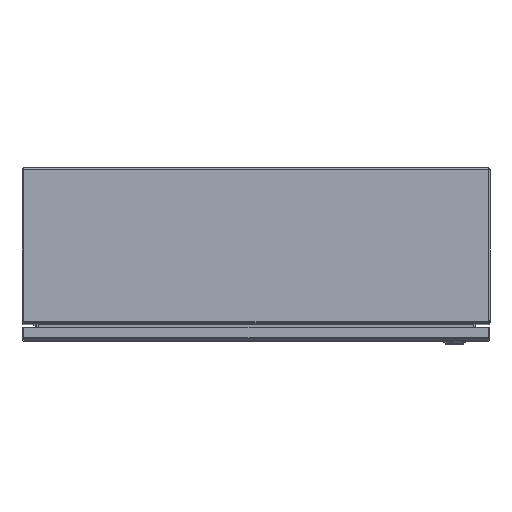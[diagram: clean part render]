
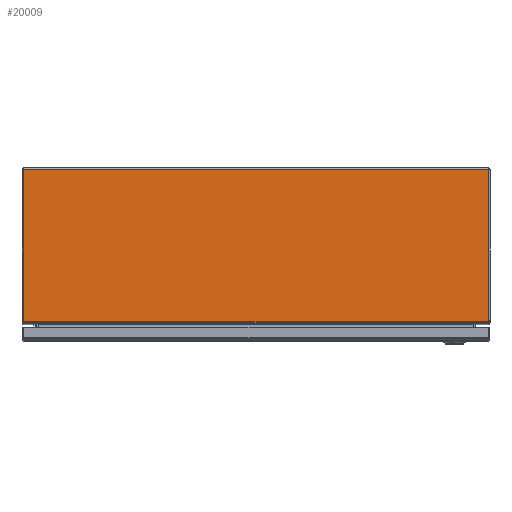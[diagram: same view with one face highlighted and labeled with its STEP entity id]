
A CAD part, top view. The second image highlights one B-rep face of the part: STEP entity #20009.
In plain terms, the highlighted planar face has unit normal (0, 0, 1).
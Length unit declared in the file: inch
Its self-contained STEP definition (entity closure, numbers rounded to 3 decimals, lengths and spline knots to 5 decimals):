
#2055 = CARTESIAN_POINT ( 'NONE',  ( -11.892, -0.108, 18. ) ) ;
#2298 = EDGE_CURVE ( 'NONE', #12157, #19902, #6969, .T. ) ;
#2575 = DIRECTION ( 'NONE',  ( 0., 1., 0. ) ) ;
#2933 = LINE ( 'NONE', #27041, #8552 ) ;
#3428 = AXIS2_PLACEMENT_3D ( 'NONE', #29536, #12435, #2575 ) ;
#5133 = CARTESIAN_POINT ( 'NONE',  ( -11.92789, -0.072, 18. ) ) ;
#5191 = EDGE_CURVE ( 'NONE', #25154, #5511, #2933, .T. ) ;
#5511 = VERTEX_POINT ( 'NONE', #12451 ) ;
#6811 = EDGE_LOOP ( 'NONE', ( #25080, #12539, #14230, #21727, #29010, #19552 ) ) ;
#6969 = LINE ( 'NONE', #2055, #18062 ) ;
#7778 = DIRECTION ( 'NONE',  ( 0., 0., -1. ) ) ;
#7823 = LINE ( 'NONE', #5133, #24166 ) ;
#8552 = VECTOR ( 'NONE', #26873, 39.37008 ) ;
#8600 = EDGE_CURVE ( 'NONE', #30298, #25154, #10679, .T. ) ;
#10526 = DIRECTION ( 'NONE',  ( 0., 1., 0. ) ) ;
#10679 = CIRCLE ( 'NONE', #23944, 0.25 ) ;
#10946 = CARTESIAN_POINT ( 'NONE',  ( 11.92789, -7.82264, 18. ) ) ;
#11065 = CARTESIAN_POINT ( 'NONE',  ( -11.92789, -0.108, 18. ) ) ;
#12040 = CARTESIAN_POINT ( 'NONE',  ( -11.92789, -7.82264, 18. ) ) ;
#12157 = VERTEX_POINT ( 'NONE', #11065 ) ;
#12435 = DIRECTION ( 'NONE',  ( 0., 0., -1. ) ) ;
#12451 = CARTESIAN_POINT ( 'NONE',  ( -11.91807, -7.892, 18. ) ) ;
#12539 = ORIENTED_EDGE ( 'NONE', *, *, #5191, .F. ) ;
#12600 = CIRCLE ( 'NONE', #14120, 0.25 ) ;
#12829 = DIRECTION ( 'NONE',  ( 0., -1., 0. ) ) ;
#13888 = CARTESIAN_POINT ( 'NONE',  ( 11.91807, -7.892, 18. ) ) ;
#14075 = DIRECTION ( 'NONE',  ( 0., 1., 0. ) ) ;
#14120 = AXIS2_PLACEMENT_3D ( 'NONE', #26215, #19034, #14075 ) ;
#14230 = ORIENTED_EDGE ( 'NONE', *, *, #8600, .F. ) ;
#15230 = LINE ( 'NONE', #29138, #23416 ) ;
#15938 = EDGE_CURVE ( 'NONE', #27128, #12157, #7823, .T. ) ;
#17201 = DIRECTION ( 'NONE',  ( 0., 1., 0. ) ) ;
#18062 = VECTOR ( 'NONE', #21657, 39.37008 ) ;
#19034 = DIRECTION ( 'NONE',  ( 0., 0., -1. ) ) ;
#19552 = ORIENTED_EDGE ( 'NONE', *, *, #15938, .F. ) ;
#19902 = VERTEX_POINT ( 'NONE', #26341 ) ;
#20009 = ADVANCED_FACE ( 'NONE', ( #22185 ), #24891, .F. ) ;
#21657 = DIRECTION ( 'NONE',  ( 1., 0., 0. ) ) ;
#21727 = ORIENTED_EDGE ( 'NONE', *, *, #30559, .F. ) ;
#22185 = FACE_OUTER_BOUND ( 'NONE', #6811, .T. ) ;
#23416 = VECTOR ( 'NONE', #12829, 39.37008 ) ;
#23944 = AXIS2_PLACEMENT_3D ( 'NONE', #26943, #7778, #17201 ) ;
#24166 = VECTOR ( 'NONE', #10526, 39.37008 ) ;
#24891 = PLANE ( 'NONE',  #3428 ) ;
#25080 = ORIENTED_EDGE ( 'NONE', *, *, #28383, .F. ) ;
#25154 = VERTEX_POINT ( 'NONE', #13888 ) ;
#26215 = CARTESIAN_POINT ( 'NONE',  ( -11.67789, -7.82264, 18. ) ) ;
#26341 = CARTESIAN_POINT ( 'NONE',  ( 11.92789, -0.108, 18. ) ) ;
#26873 = DIRECTION ( 'NONE',  ( -1., 0., 0. ) ) ;
#26943 = CARTESIAN_POINT ( 'NONE',  ( 11.67789, -7.82264, 18. ) ) ;
#27041 = CARTESIAN_POINT ( 'NONE',  ( 83.298, -7.892, 18. ) ) ;
#27128 = VERTEX_POINT ( 'NONE', #12040 ) ;
#28383 = EDGE_CURVE ( 'NONE', #5511, #27128, #12600, .T. ) ;
#29010 = ORIENTED_EDGE ( 'NONE', *, *, #2298, .F. ) ;
#29138 = CARTESIAN_POINT ( 'NONE',  ( 11.92789, -0.072, 18. ) ) ;
#29536 = CARTESIAN_POINT ( 'NONE',  ( 83.298, -0.072, 18. ) ) ;
#30298 = VERTEX_POINT ( 'NONE', #10946 ) ;
#30559 = EDGE_CURVE ( 'NONE', #19902, #30298, #15230, .T. ) ;
